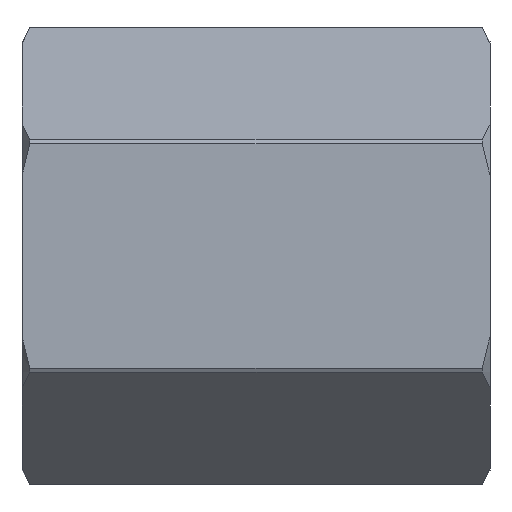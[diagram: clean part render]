
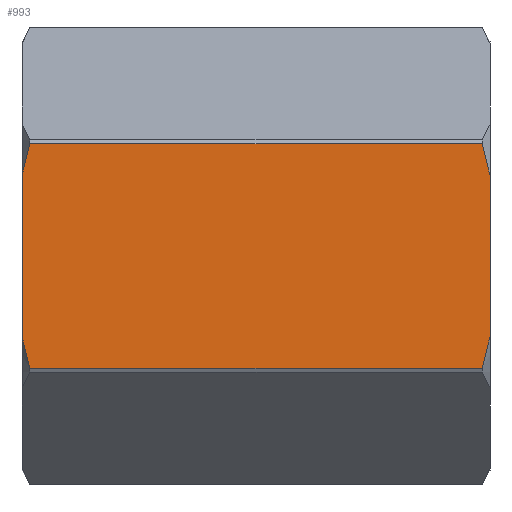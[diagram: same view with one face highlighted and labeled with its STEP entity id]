
A CAD part, front view. The second image highlights one B-rep face of the part: STEP entity #993.
In plain terms, the highlighted planar face has unit normal (0, -1, 0).
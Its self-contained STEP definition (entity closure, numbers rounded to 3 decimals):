
#40=PLANE('',#1043);
#65=B_SPLINE_CURVE_WITH_KNOTS('',3,(#6490,#6491,#6492,#6493),
 .UNSPECIFIED.,.F.,.F.,(4,4),(0.,0.002),.UNSPECIFIED.);
#66=B_SPLINE_CURVE_WITH_KNOTS('',3,(#6497,#6498,#6499,#6500),
 .UNSPECIFIED.,.F.,.F.,(4,4),(0.,0.002),.UNSPECIFIED.);
#67=B_SPLINE_CURVE_WITH_KNOTS('',3,(#6504,#6505,#6506,#6507),
 .UNSPECIFIED.,.F.,.F.,(4,4),(0.,0.002),.UNSPECIFIED.);
#68=B_SPLINE_CURVE_WITH_KNOTS('',3,(#6511,#6512,#6513,#6514),
 .UNSPECIFIED.,.F.,.F.,(4,4),(0.,0.002),.UNSPECIFIED.);
#101=LINE('',#6487,#135);
#102=LINE('',#6495,#136);
#103=LINE('',#6502,#137);
#104=LINE('',#6509,#138);
#135=VECTOR('',#1140,1000.);
#136=VECTOR('',#1141,1000.);
#137=VECTOR('',#1142,1000.);
#138=VECTOR('',#1143,1000.);
#301=ORIENTED_EDGE('',*,*,#627,.T.);
#302=ORIENTED_EDGE('',*,*,#628,.F.);
#303=ORIENTED_EDGE('',*,*,#629,.T.);
#304=ORIENTED_EDGE('',*,*,#630,.F.);
#305=ORIENTED_EDGE('',*,*,#631,.F.);
#306=ORIENTED_EDGE('',*,*,#632,.F.);
#307=ORIENTED_EDGE('',*,*,#633,.T.);
#308=ORIENTED_EDGE('',*,*,#634,.F.);
#627=EDGE_CURVE('',#789,#790,#101,.T.);
#628=EDGE_CURVE('',#791,#790,#65,.T.);
#629=EDGE_CURVE('',#791,#792,#102,.T.);
#630=EDGE_CURVE('',#793,#792,#66,.T.);
#631=EDGE_CURVE('',#794,#793,#103,.T.);
#632=EDGE_CURVE('',#795,#794,#67,.T.);
#633=EDGE_CURVE('',#795,#796,#104,.T.);
#634=EDGE_CURVE('',#789,#796,#68,.T.);
#789=VERTEX_POINT('',#6488);
#790=VERTEX_POINT('',#6489);
#791=VERTEX_POINT('',#6494);
#792=VERTEX_POINT('',#6496);
#793=VERTEX_POINT('',#6501);
#794=VERTEX_POINT('',#6503);
#795=VERTEX_POINT('',#6508);
#796=VERTEX_POINT('',#6510);
#900=EDGE_LOOP('',(#301,#302,#303,#304,#305,#306,#307,#308));
#942=FACE_BOUND('',#900,.T.);
#993=ADVANCED_FACE('',(#942),#40,.T.);
#1043=AXIS2_PLACEMENT_3D('',#6486,#1138,#1139);
#1138=DIRECTION('',(0.,-1.,0.));
#1139=DIRECTION('',(0.,0.,-1.));
#1140=DIRECTION('',(0.,0.,-1.));
#1141=DIRECTION('',(1.,0.,0.));
#1142=DIRECTION('',(0.,0.,-1.));
#1143=DIRECTION('',(-1.,0.,0.));
#6486=CARTESIAN_POINT('',(-17.,-14.45,8.343));
#6487=CARTESIAN_POINT('',(-17.,-14.45,8.343));
#6488=CARTESIAN_POINT('',(-17.,-14.45,5.879));
#6489=CARTESIAN_POINT('',(-17.,-14.45,-5.879));
#6490=CARTESIAN_POINT('',(-16.423,-14.45,-8.171));
#6491=CARTESIAN_POINT('',(-16.638,-14.45,-7.412));
#6492=CARTESIAN_POINT('',(-16.832,-14.45,-6.649));
#6493=CARTESIAN_POINT('',(-17.,-14.45,-5.879));
#6494=CARTESIAN_POINT('',(-16.423,-14.45,-8.171));
#6495=CARTESIAN_POINT('',(17.,-14.45,-8.171));
#6496=CARTESIAN_POINT('',(16.423,-14.45,-8.171));
#6497=CARTESIAN_POINT('',(17.,-14.45,-5.879));
#6498=CARTESIAN_POINT('',(16.832,-14.45,-6.649));
#6499=CARTESIAN_POINT('',(16.638,-14.45,-7.412));
#6500=CARTESIAN_POINT('',(16.423,-14.45,-8.171));
#6501=CARTESIAN_POINT('',(17.,-14.45,-5.879));
#6502=CARTESIAN_POINT('',(17.,-14.45,0.));
#6503=CARTESIAN_POINT('',(17.,-14.45,5.879));
#6504=CARTESIAN_POINT('',(16.423,-14.45,8.171));
#6505=CARTESIAN_POINT('',(16.638,-14.45,7.412));
#6506=CARTESIAN_POINT('',(16.832,-14.45,6.649));
#6507=CARTESIAN_POINT('',(17.,-14.45,5.879));
#6508=CARTESIAN_POINT('',(16.423,-14.45,8.171));
#6509=CARTESIAN_POINT('',(17.,-14.45,8.171));
#6510=CARTESIAN_POINT('',(-16.423,-14.45,8.171));
#6511=CARTESIAN_POINT('',(-17.,-14.45,5.879));
#6512=CARTESIAN_POINT('',(-16.832,-14.45,6.649));
#6513=CARTESIAN_POINT('',(-16.638,-14.45,7.412));
#6514=CARTESIAN_POINT('',(-16.423,-14.45,8.171));
